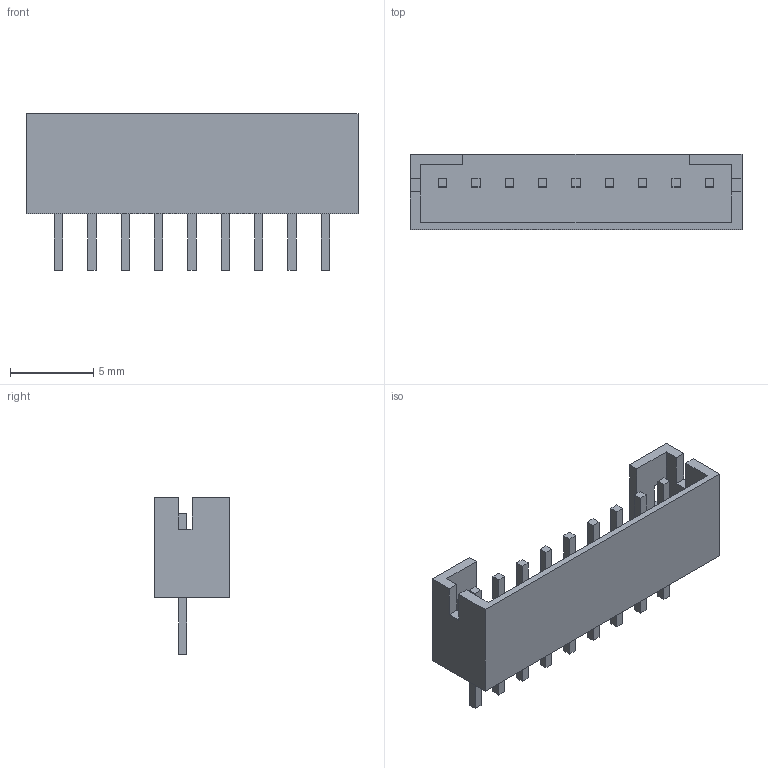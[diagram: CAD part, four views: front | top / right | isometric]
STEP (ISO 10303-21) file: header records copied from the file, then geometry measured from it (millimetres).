
FILE_DESCRIPTION(('FreeCAD Model'),'2;1');
FILE_NAME('B9B-PH-K-S.step','2017-09-02T08:46:36',( 'kicad StepUp'),('ksu MCAD'),'Open CASCADE STEP processor 7.1', 'FreeCAD','Unknown');
FILE_SCHEMA(('AUTOMOTIVE_DESIGN_CC2 { 1 2 10303 214 -1 1 5 4 }'));
Length unit declared in the file: millimetre
Products named in the file (2): ASSEMBLY; B9B-PH-K-S
Assembly tree (1 placements, depth 2):
  ASSEMBLY
    B9B-PH-K-S
Bounding box: 19.9 x 4.5 x 9.4 mm (x, y, z)
Volume: 236.9 mm3; surface area: 668.2 mm2
Topology: 1 solids, 1 shells, 118 faces, 300 edges, 200 vertices
Faces by surface type: plane 118
Entity records: 4350 total; most frequent: CARTESIAN_POINT 620, ORIENTED_EDGE 600, DIRECTION 540, EDGE_CURVE 300, LINE 300, VECTOR 300, VERTEX_POINT 200, FACE_BOUND 138
